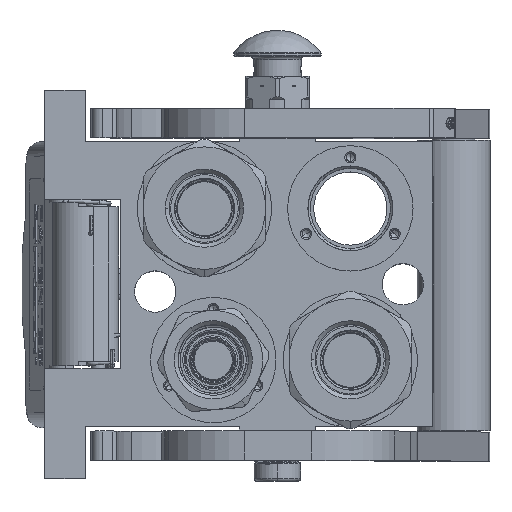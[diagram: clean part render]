
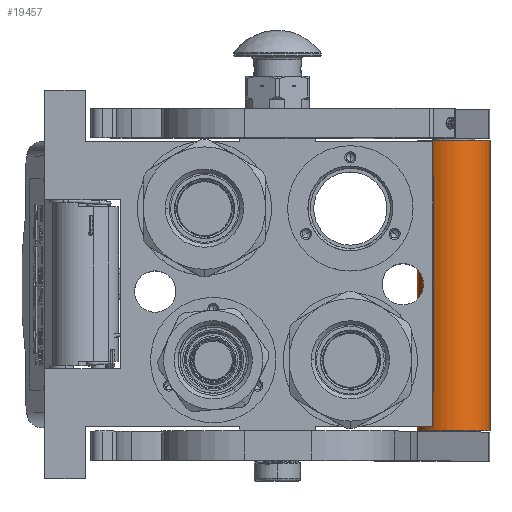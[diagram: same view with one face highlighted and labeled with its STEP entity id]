
A CAD part, top view. The second image highlights one B-rep face of the part: STEP entity #19457.
In plain terms, the highlighted cylindrical face has radius 12.5 mm (diameter 25 mm), a partial arc.
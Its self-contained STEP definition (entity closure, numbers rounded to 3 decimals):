
#305 = CARTESIAN_POINT ( 'NONE',  ( -94.25, 12.5, 0. ) ) ;
#2541 = VERTEX_POINT ( 'NONE', #100000 ) ;
#6533 = DIRECTION ( 'NONE',  ( -1., 0., 0. ) ) ;
#9611 = CARTESIAN_POINT ( 'NONE',  ( -94.25, 0., 0. ) ) ;
#10907 = EDGE_CURVE ( 'NONE', #25661, #2541, #40609, .T. ) ;
#19457 = ADVANCED_FACE ( 'NONE', ( #95908 ), #82487, .T. ) ;
#24083 = EDGE_LOOP ( 'NONE', ( #109465, #125313, #66266, #41355 ) ) ;
#25661 = VERTEX_POINT ( 'NONE', #305 ) ;
#28925 = AXIS2_PLACEMENT_3D ( 'NONE', #70821, #81497, #40641 ) ;
#31892 = DIRECTION ( 'NONE',  ( 0., 1., 0. ) ) ;
#33712 = CARTESIAN_POINT ( 'NONE',  ( 5.25, 0., 0. ) ) ;
#34146 = CARTESIAN_POINT ( 'NONE',  ( 5.25, 12.5, 0. ) ) ;
#37861 = VERTEX_POINT ( 'NONE', #34146 ) ;
#40609 = CIRCLE ( 'NONE', #108384, 12.5 ) ;
#40641 = DIRECTION ( 'NONE',  ( 0., -1., 0. ) ) ;
#41355 = ORIENTED_EDGE ( 'NONE', *, *, #81020, .F. ) ;
#49128 = VECTOR ( 'NONE', #103117, 1000. ) ;
#49581 = CARTESIAN_POINT ( 'NONE',  ( 5.25, 12.5, 0. ) ) ;
#52034 = VERTEX_POINT ( 'NONE', #68591 ) ;
#52100 = LINE ( 'NONE', #134062, #137131 ) ;
#66266 = ORIENTED_EDGE ( 'NONE', *, *, #10907, .F. ) ;
#68591 = CARTESIAN_POINT ( 'NONE',  ( 5.25, -12.5, 0. ) ) ;
#68937 = EDGE_CURVE ( 'NONE', #52034, #2541, #52100, .T. ) ;
#70821 = CARTESIAN_POINT ( 'NONE',  ( 0., 0., 0. ) ) ;
#72274 = DIRECTION ( 'NONE',  ( -1., 0., 0. ) ) ;
#77688 = EDGE_CURVE ( 'NONE', #37861, #52034, #88321, .T. ) ;
#81020 = EDGE_CURVE ( 'NONE', #37861, #25661, #137519, .T. ) ;
#81497 = DIRECTION ( 'NONE',  ( -1., 0., 0. ) ) ;
#82487 = CYLINDRICAL_SURFACE ( 'NONE', #28925, 12.5 ) ;
#83875 = DIRECTION ( 'NONE',  ( 0., 1., 0. ) ) ;
#88321 = CIRCLE ( 'NONE', #137123, 12.5 ) ;
#95908 = FACE_OUTER_BOUND ( 'NONE', #24083, .T. ) ;
#100000 = CARTESIAN_POINT ( 'NONE',  ( -94.25, -12.5, 0. ) ) ;
#103117 = DIRECTION ( 'NONE',  ( -1., 0., 0. ) ) ;
#108384 = AXIS2_PLACEMENT_3D ( 'NONE', #9611, #72274, #83875 ) ;
#109465 = ORIENTED_EDGE ( 'NONE', *, *, #77688, .T. ) ;
#125313 = ORIENTED_EDGE ( 'NONE', *, *, #68937, .T. ) ;
#128628 = DIRECTION ( 'NONE',  ( -1., 0., 0. ) ) ;
#134062 = CARTESIAN_POINT ( 'NONE',  ( 5.25, -12.5, 0. ) ) ;
#137123 = AXIS2_PLACEMENT_3D ( 'NONE', #33712, #128628, #31892 ) ;
#137131 = VECTOR ( 'NONE', #6533, 1000. ) ;
#137519 = LINE ( 'NONE', #49581, #49128 ) ;
